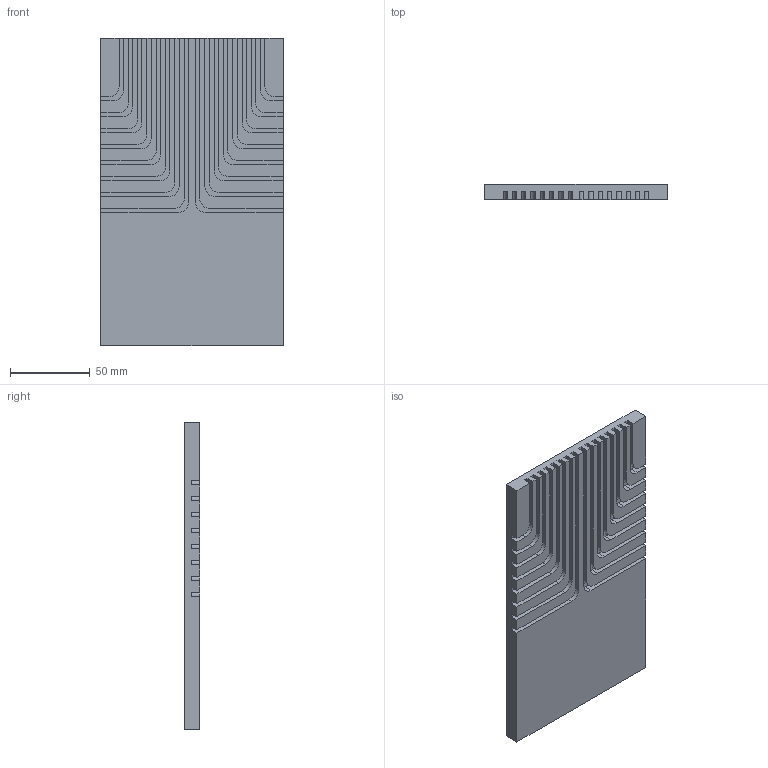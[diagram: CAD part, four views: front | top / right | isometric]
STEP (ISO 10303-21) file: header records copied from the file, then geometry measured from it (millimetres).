
FILE_DESCRIPTION(/* description */ ('STEP AP242','CAx-IF Rec.Pracs.---Representation and Presentation of Product Manufacturing Information (PMI)---4.0---2014-10-13','CAx-IF Rec.Pracs.---3D Tessellated Geometry---0.4---2014-09-14','2;1'),/* implementation_level */ '2;1');
FILE_NAME(/* name */ '66d39996cdb1223c7b997a89',/* time_stamp */ '2024-08-31T22:30:46Z',/* author */ (''),/* organization */ (''),/* preprocessor_version */ 'ST-DEVELOPER v20',/* originating_system */ ' ',/* authorisation */ ' ');
FILE_SCHEMA (('AP242_MANAGED_MODEL_BASED_3D_ENGINEERING_MIM_LF { 1 0 10303 442 1 1 4 }'));
Length unit declared in the file: metre
Products named in the file (1): PDP routing block
Bounding box: 114.3 x 9.53 x 193.04 mm (x, y, z)
Volume: 187790.6 mm3; surface area: 66391.1 mm2
Topology: 1 solids, 1 shells, 134 faces, 396 edges, 264 vertices
Faces by surface type: plane 102, cylinder 32
Entity records: 4466 total; most frequent: CARTESIAN_POINT 795, ORIENTED_EDGE 792, DIRECTION 730, EDGE_CURVE 396, LINE 332, VECTOR 332, VERTEX_POINT 264, AXIS2_PLACEMENT_3D 199
